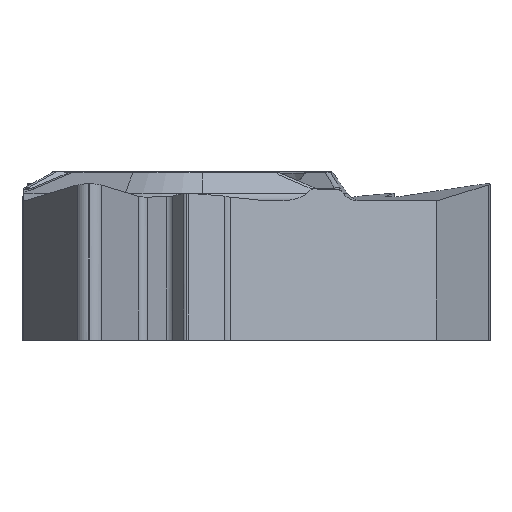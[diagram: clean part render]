
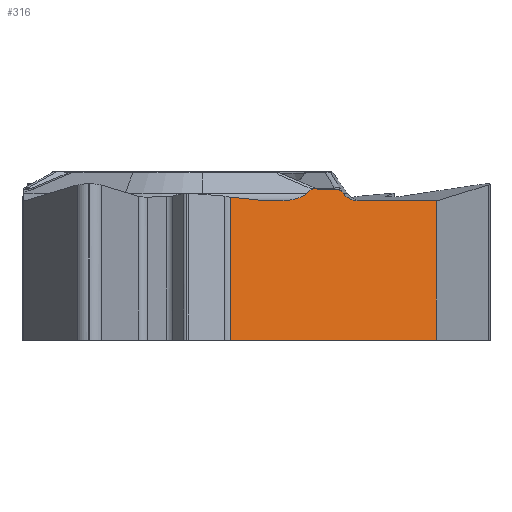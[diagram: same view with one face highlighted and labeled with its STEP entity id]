
A CAD part, front view. The second image highlights one B-rep face of the part: STEP entity #316.
In plain terms, the highlighted planar face has unit normal (0.5, -0.866, 0).
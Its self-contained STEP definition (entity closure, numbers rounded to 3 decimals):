
#316=ADVANCED_FACE('',(#529),#442,.F.);
#442=PLANE('',#3033);
#529=FACE_OUTER_BOUND('',#698,.T.);
#698=EDGE_LOOP('',(#1185,#1186,#1187,#1188,#1189,#1190,#1191,#1192,#1193,
#1194,#1195,#1196,#1197,#1198,#1199,#1200,#1201));
#847=ELLIPSE('',#3027,0.884,0.75);
#848=ELLIPSE('',#3028,0.242,0.205);
#849=ELLIPSE('',#3029,0.309,0.3);
#850=ELLIPSE('',#3030,0.304,0.205);
#851=ELLIPSE('',#3031,1.5,0.75);
#852=ELLIPSE('',#3032,1.5,0.75);
#1185=ORIENTED_EDGE('',*,*,#2190,.T.);
#1186=ORIENTED_EDGE('',*,*,#2191,.T.);
#1187=ORIENTED_EDGE('',*,*,#2192,.T.);
#1188=ORIENTED_EDGE('',*,*,#2193,.T.);
#1189=ORIENTED_EDGE('',*,*,#2194,.F.);
#1190=ORIENTED_EDGE('',*,*,#2195,.F.);
#1191=ORIENTED_EDGE('',*,*,#2196,.F.);
#1192=ORIENTED_EDGE('',*,*,#2014,.T.);
#1193=ORIENTED_EDGE('',*,*,#2197,.T.);
#1194=ORIENTED_EDGE('',*,*,#2198,.F.);
#1195=ORIENTED_EDGE('',*,*,#2199,.F.);
#1196=ORIENTED_EDGE('',*,*,#2200,.T.);
#1197=ORIENTED_EDGE('',*,*,#2201,.T.);
#1198=ORIENTED_EDGE('',*,*,#2202,.T.);
#1199=ORIENTED_EDGE('',*,*,#2203,.T.);
#1200=ORIENTED_EDGE('',*,*,#2204,.T.);
#1201=ORIENTED_EDGE('',*,*,#2205,.T.);
#1748=VERTEX_POINT('',#4481);
#1749=VERTEX_POINT('',#4483);
#1872=VERTEX_POINT('',#5229);
#1873=VERTEX_POINT('',#5230);
#1874=VERTEX_POINT('',#5232);
#1875=VERTEX_POINT('',#5234);
#1876=VERTEX_POINT('',#5236);
#1877=VERTEX_POINT('',#5238);
#1878=VERTEX_POINT('',#5246);
#1879=VERTEX_POINT('',#5249);
#1880=VERTEX_POINT('',#5260);
#1881=VERTEX_POINT('',#5262);
#1882=VERTEX_POINT('',#5264);
#1883=VERTEX_POINT('',#5266);
#1884=VERTEX_POINT('',#5268);
#1885=VERTEX_POINT('',#5270);
#1886=VERTEX_POINT('',#5272);
#2014=EDGE_CURVE('',#1749,#1748,#2433,.T.);
#2190=EDGE_CURVE('',#1872,#1873,#2508,.T.);
#2191=EDGE_CURVE('',#1873,#1874,#2509,.T.);
#2192=EDGE_CURVE('',#1874,#1875,#2510,.T.);
#2193=EDGE_CURVE('',#1875,#1876,#847,.T.);
#2194=EDGE_CURVE('',#1877,#1876,#2511,.T.);
#2195=EDGE_CURVE('',#1878,#1877,#2862,.T.);
#2196=EDGE_CURVE('',#1749,#1878,#848,.T.);
#2197=EDGE_CURVE('',#1748,#1879,#849,.T.);
#2198=EDGE_CURVE('',#1880,#1879,#2863,.T.);
#2199=EDGE_CURVE('',#1881,#1880,#850,.T.);
#2200=EDGE_CURVE('',#1881,#1882,#2512,.T.);
#2201=EDGE_CURVE('',#1882,#1883,#851,.T.);
#2202=EDGE_CURVE('',#1883,#1884,#2513,.T.);
#2203=EDGE_CURVE('',#1884,#1885,#852,.T.);
#2204=EDGE_CURVE('',#1885,#1886,#2514,.T.);
#2205=EDGE_CURVE('',#1886,#1872,#2515,.T.);
#2433=LINE('',#4482,#2634);
#2508=LINE('',#5228,#2709);
#2509=LINE('',#5231,#2710);
#2510=LINE('',#5233,#2711);
#2511=LINE('',#5237,#2712);
#2512=LINE('',#5263,#2713);
#2513=LINE('',#5267,#2714);
#2514=LINE('',#5271,#2715);
#2515=LINE('',#5273,#2716);
#2634=VECTOR('',#3243,1.);
#2709=VECTOR('',#3548,1.);
#2710=VECTOR('',#3549,1.);
#2711=VECTOR('',#3550,1.);
#2712=VECTOR('',#3553,1.);
#2713=VECTOR('',#3560,1.);
#2714=VECTOR('',#3563,1.);
#2715=VECTOR('',#3566,1.);
#2716=VECTOR('',#3567,1.);
#2862=B_SPLINE_CURVE_WITH_KNOTS('',3,(#5239,#5240,#5241,#5242,#5243,#5244,
#5245),.UNSPECIFIED.,.F.,.F.,(4,3,4),(0.,0.539,1.),
 .UNSPECIFIED.);
#2863=B_SPLINE_CURVE_WITH_KNOTS('',3,(#5250,#5251,#5252,#5253,#5254,#5255,
#5256,#5257,#5258,#5259),.UNSPECIFIED.,.F.,.F.,(4,3,3,4),(0.,0.216,
0.521,1.),.UNSPECIFIED.);
#3027=AXIS2_PLACEMENT_3D('',#5235,#3551,#3552);
#3028=AXIS2_PLACEMENT_3D('',#5247,#3554,#3555);
#3029=AXIS2_PLACEMENT_3D('',#5248,#3556,#3557);
#3030=AXIS2_PLACEMENT_3D('',#5261,#3558,#3559);
#3031=AXIS2_PLACEMENT_3D('',#5265,#3561,#3562);
#3032=AXIS2_PLACEMENT_3D('',#5269,#3564,#3565);
#3033=AXIS2_PLACEMENT_3D('',#5274,#3568,#3569);
#3243=DIRECTION('',(-0.866,-0.5,0.));
#3548=DIRECTION('',(0.866,0.5,0.));
#3549=DIRECTION('',(0.,0.,1.));
#3550=DIRECTION('',(-0.866,-0.5,0.));
#3551=DIRECTION('',(-0.5,0.866,0.));
#3552=DIRECTION('',(-0.866,-0.5,0.));
#3553=DIRECTION('',(0.551,0.318,-0.771));
#3554=DIRECTION('',(-0.5,0.866,0.));
#3555=DIRECTION('',(0.866,0.5,0.));
#3556=DIRECTION('',(-0.5,0.866,0.));
#3557=DIRECTION('',(-0.866,-0.5,0.));
#3558=DIRECTION('',(-0.5,0.866,0.));
#3559=DIRECTION('',(0.743,0.429,-0.514));
#3560=DIRECTION('',(-0.705,-0.407,-0.581));
#3561=DIRECTION('',(-0.5,0.866,0.));
#3562=DIRECTION('',(0.866,0.5,0.));
#3563=DIRECTION('',(-0.866,-0.5,0.));
#3564=DIRECTION('',(-0.5,0.866,0.));
#3565=DIRECTION('',(-0.866,-0.5,0.));
#3566=DIRECTION('',(-0.863,-0.498,0.088));
#3567=DIRECTION('',(0.,0.,-1.));
#3568=DIRECTION('',(-0.5,0.866,0.));
#3569=DIRECTION('',(-0.866,-0.5,0.));
#4481=CARTESIAN_POINT('',(5.292,-6.11,-0.3));
#4482=CARTESIAN_POINT('',(3.969,-6.874,-0.3));
#4483=CARTESIAN_POINT('',(6.059,-5.667,-0.3));
#5228=CARTESIAN_POINT('',(3.969,-6.874,-7.));
#5229=CARTESIAN_POINT('',(1.264,-8.436,-7.));
#5230=CARTESIAN_POINT('',(10.435,-3.141,-7.));
#5231=CARTESIAN_POINT('',(10.435,-3.141,25.));
#5232=CARTESIAN_POINT('',(10.435,-3.141,-0.781));
#5233=CARTESIAN_POINT('',(3.969,-6.874,-0.781));
#5234=CARTESIAN_POINT('',(6.911,-5.175,-0.781));
#5235=CARTESIAN_POINT('',(6.911,-5.175,-0.031));
#5236=CARTESIAN_POINT('',(6.284,-5.538,-0.461));
#5237=CARTESIAN_POINT('',(-5.481,-12.33,15.991));
#5238=CARTESIAN_POINT('',(6.228,-5.569,-0.384));
#5239=CARTESIAN_POINT('',(6.094,-5.647,-0.303));
#5240=CARTESIAN_POINT('',(6.122,-5.631,-0.307));
#5241=CARTESIAN_POINT('',(6.149,-5.615,-0.317));
#5242=CARTESIAN_POINT('',(6.173,-5.601,-0.332));
#5243=CARTESIAN_POINT('',(6.194,-5.589,-0.345));
#5244=CARTESIAN_POINT('',(6.213,-5.578,-0.363));
#5245=CARTESIAN_POINT('',(6.228,-5.569,-0.384));
#5246=CARTESIAN_POINT('',(6.094,-5.647,-0.303));
#5247=CARTESIAN_POINT('',(6.059,-5.667,-0.505));
#5248=CARTESIAN_POINT('',(5.292,-6.11,0.));
#5249=CARTESIAN_POINT('',(5.188,-6.17,-0.276));
#5250=CARTESIAN_POINT('',(4.903,-6.334,-0.264));
#5251=CARTESIAN_POINT('',(4.921,-6.324,-0.25));
#5252=CARTESIAN_POINT('',(4.942,-6.312,-0.242));
#5253=CARTESIAN_POINT('',(4.963,-6.3,-0.237));
#5254=CARTESIAN_POINT('',(4.992,-6.283,-0.23));
#5255=CARTESIAN_POINT('',(5.022,-6.266,-0.23));
#5256=CARTESIAN_POINT('',(5.052,-6.249,-0.234));
#5257=CARTESIAN_POINT('',(5.099,-6.222,-0.24));
#5258=CARTESIAN_POINT('',(5.145,-6.195,-0.256));
#5259=CARTESIAN_POINT('',(5.188,-6.17,-0.276));
#5260=CARTESIAN_POINT('',(4.903,-6.334,-0.264));
#5261=CARTESIAN_POINT('',(5.089,-6.227,-0.468));
#5262=CARTESIAN_POINT('',(4.897,-6.338,-0.268));
#5263=CARTESIAN_POINT('',(14.631,-0.718,7.758));
#5264=CARTESIAN_POINT('',(4.663,-6.473,-0.461));
#5265=CARTESIAN_POINT('',(3.599,-7.087,-0.031));
#5266=CARTESIAN_POINT('',(3.599,-7.087,-0.781));
#5267=CARTESIAN_POINT('',(1.264,-8.436,-0.781));
#5268=CARTESIAN_POINT('',(2.877,-7.504,-0.781));
#5269=CARTESIAN_POINT('',(2.877,-7.504,-0.031));
#5270=CARTESIAN_POINT('',(2.651,-7.635,-0.77));
#5271=CARTESIAN_POINT('',(-0.678,-9.557,-0.431));
#5272=CARTESIAN_POINT('',(1.264,-8.436,-0.628));
#5273=CARTESIAN_POINT('',(1.264,-8.436,25.));
#5274=CARTESIAN_POINT('',(3.969,-6.874,25.));
